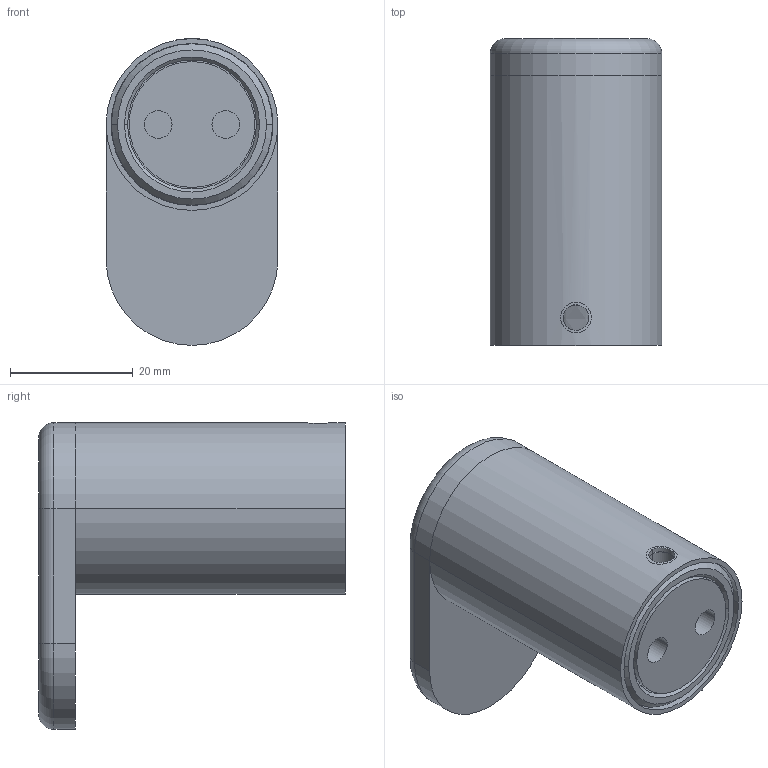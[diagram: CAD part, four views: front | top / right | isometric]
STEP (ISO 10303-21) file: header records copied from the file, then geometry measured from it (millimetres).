
FILE_DESCRIPTION((''),'2;1');
FILE_NAME('AA200011_ASM','2019-06-05T15:14:04',('SJ03'),(''),'CREO PARAMETRIC BY PTC INC, 2018100','CREO PARAMETRIC BY PTC INC, 2018100','');
FILE_SCHEMA(('CONFIG_CONTROL_DESIGN'));
Length unit declared in the file: millimetre
Products named in the file (6): 80AA200011; 80HAA200011_AF0; 81HAA200011_AF0; 81AA200011_ASM; 81AA120011; AA200011_ASM
Assembly tree (5 placements, depth 3):
  AA200011_ASM
    80AA200011
    81AA200011_ASM
      80HAA200011_AF0
      81HAA200011_AF0
    81AA120011
Bounding box: 28 x 50 x 50 mm (x, y, z)
Volume: 15253.1 mm3; surface area: 15324.7 mm2
Topology: 4 solids, 6 shells, 66 faces, 142 edges, 88 vertices
Faces by surface type: cylinder 36, plane 14, cone 14, torus 2
Entity records: 2165 total; most frequent: CARTESIAN_POINT 504, DIRECTION 368, ORIENTED_EDGE 276, AXIS2_PLACEMENT_3D 156, EDGE_CURVE 142, VERTEX_POINT 88, EDGE_LOOP 82, CIRCLE 74
